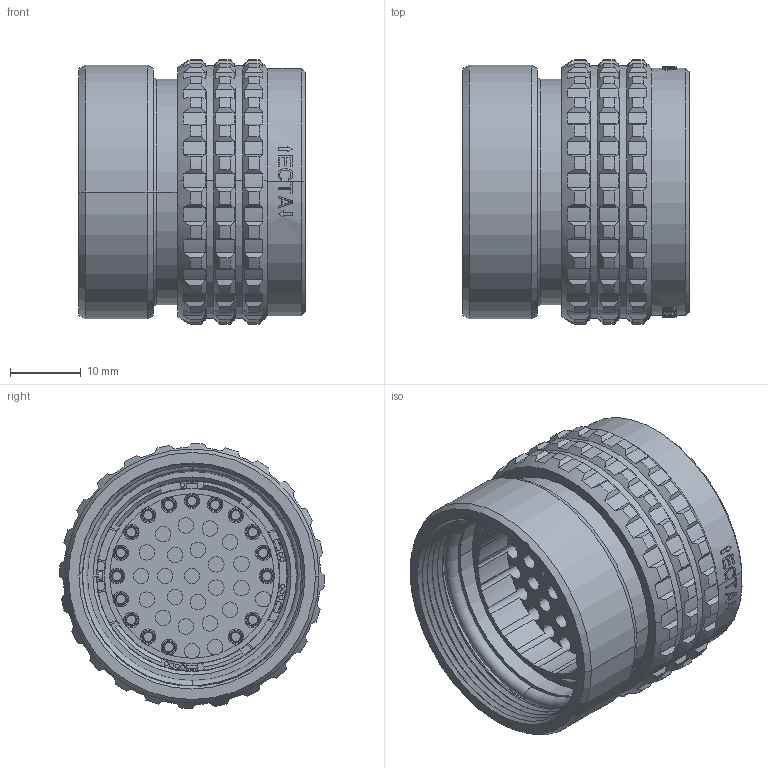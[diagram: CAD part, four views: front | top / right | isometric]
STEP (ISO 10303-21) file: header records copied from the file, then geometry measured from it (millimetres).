
FILE_DESCRIPTION((''),'2;1');
FILE_NAME('1332M517FS','2024-08-02T14:31:33',('paultorloting'),('NET AG system integration'),'CREO PARAMETRIC BY PTC INC, 2021404','CREO PARAMETRIC BY PTC INC, 2021404','');
FILE_SCHEMA(('AUTOMOTIVE_DESIGN { 1 0 10303 214 1 1 1 1 }'));
Length unit declared in the file: millimetre
Products named in the file (1): 1332M517FS
Bounding box: 32 x 37.5 x 37.5 mm (x, y, z)
Volume: 16055.1 mm3; surface area: 15651.5 mm2
Topology: 1 solids, 1 shells, 3385 faces, 9374 edges, 6156 vertices
Faces by surface type: plane 2101, cylinder 867, cone 200, bspline 106, extrusion 68, torus 33, sphere 10
Entity records: 146834 total; most frequent: CARTESIAN_POINT 37313, ORIENTED_EDGE 18748, DIRECTION 16944, EDGE_CURVE 9374, VERTEX_POINT 6156, VECTOR 5755, LINE 5687, AXIS2_PLACEMENT_3D 5593
